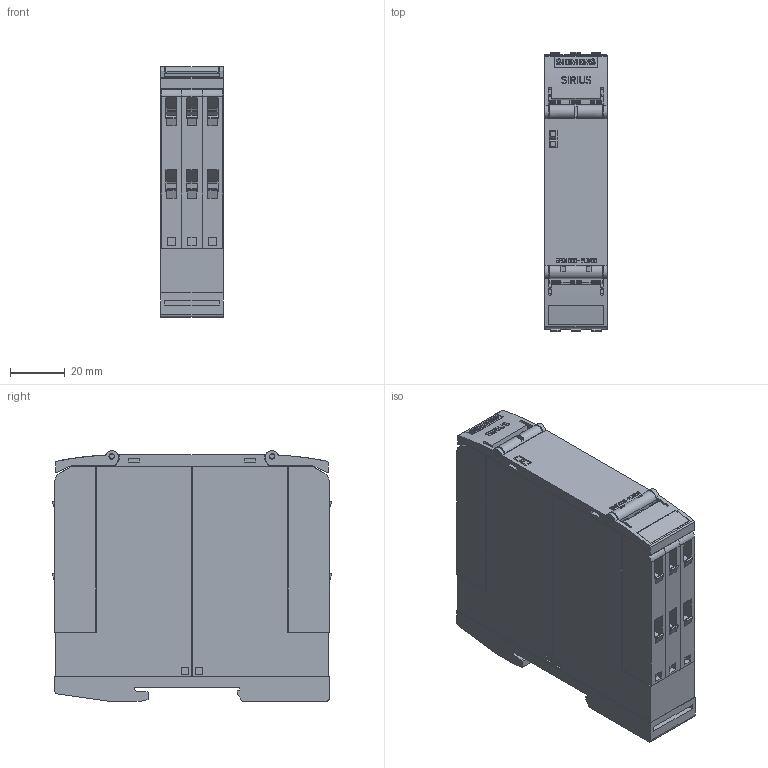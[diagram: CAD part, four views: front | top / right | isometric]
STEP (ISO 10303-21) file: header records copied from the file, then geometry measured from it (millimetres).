
FILE_DESCRIPTION(('STEP AP214'),'1');
FILE_NAME('cctmp_52BD89FE-F83A-4B3D-850E-3C3F81164EB6_2023_07_21_09_53_23_0252..stp','2023-07-21T07:53:25',('SIEMENS A&D'),('CADClick - www.CADClick.com'),'Spatial InterOp 3D postprocessed',' ','unknown authorization');
FILE_SCHEMA(('AUTOMOTIVE_DESIGN'));
Length unit declared in the file: millimetre
Products named in the file (1): 2023_07_21_09_53_23_0215
Bounding box: 22.8 x 101.96 x 91.42 mm (x, y, z)
Volume: 190066.9 mm3; surface area: 52040.4 mm2
Topology: 1 solids, 1 shells, 1563 faces, 4423 edges, 2934 vertices
Faces by surface type: plane 1338, cylinder 209, torus 16
Entity records: 55299 total; most frequent: CARTESIAN_POINT 9479, ORIENTED_EDGE 8830, DIRECTION 8040, EDGE_CURVE 4415, LINE 3826, VECTOR 3826, VERTEX_POINT 2934, AXIS2_PLACEMENT_3D 2107
